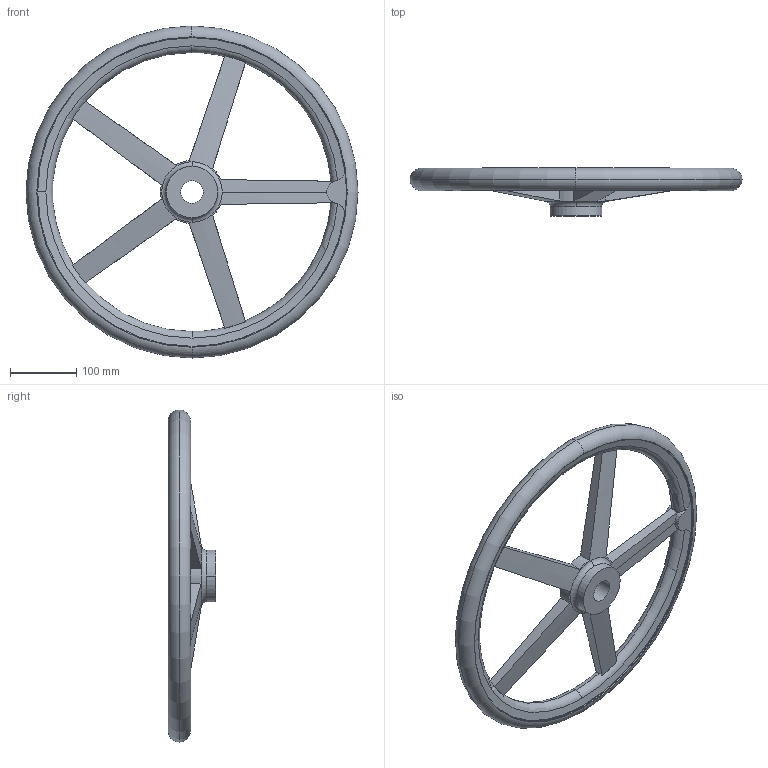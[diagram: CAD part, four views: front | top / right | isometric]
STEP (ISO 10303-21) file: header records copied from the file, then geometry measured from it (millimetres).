
FILE_DESCRIPTION( ( '' ), '1' );
FILE_NAME( 'K0160.0500X34.stp', '2012-10-24T13:43:21', ( '' ), ( '' ), ' ', ' ', ' ' );
FILE_SCHEMA( ( 'CONFIG_CONTROL_DESIGN' ) );
Length unit declared in the file: millimetre
Products named in the file (1): 1
Bounding box: 500 x 71.99 x 500 mm (x, y, z)
Volume: 2089714 mm3; surface area: 279788.9 mm2
Topology: 1 solids, 1 shells, 77 faces, 249 edges, 164 vertices
Faces by surface type: torus 34, cylinder 21, plane 14, cone 8
Entity records: 4810 total; most frequent: CARTESIAN_POINT 2611, ORIENTED_EDGE 498, DIRECTION 456, EDGE_CURVE 249, AXIS2_PLACEMENT_3D 213, VERTEX_POINT 164, CIRCLE 135, EDGE_LOOP 79
